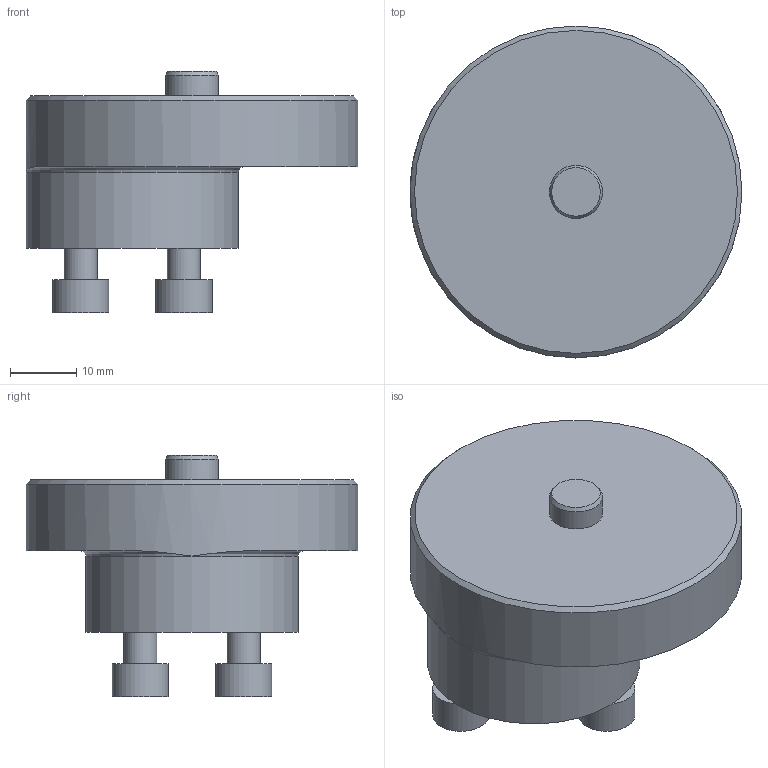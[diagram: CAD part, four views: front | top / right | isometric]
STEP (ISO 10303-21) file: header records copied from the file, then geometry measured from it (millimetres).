
FILE_DESCRIPTION(/* description */ (''),/* implementation_level */ '2;1');
FILE_NAME(/* name */ '1529305414690.stp',/* time_stamp */ '2018-06-18T09:03:41+02:00',/* author */ (''),/* organization */ ('SMS'),/* preprocessor_version */ 'ST-DEVELOPER v15',/* originating_system */ 'SIEMENS PLM Software NX 8.5',/* authorisation */ '');
FILE_SCHEMA (('AUTOMOTIVE_DESIGN { 1 0 10303 214 3 1 1 1 }'));
Length unit declared in the file: millimetre
Products named in the file (1): 570-50_23-32
Bounding box: 50 x 50 x 36.4 mm (x, y, z)
Volume: 32017.6 mm3; surface area: 7802.8 mm2
Topology: 1 solids, 1 shells, 43 faces, 94 edges, 66 vertices
Faces by surface type: plane 31, cylinder 9, cone 2, torus 1
Full cylindrical faces by diameter (mm): 5 x3, 8 x1, 8.5 x3, 32 x1, 50 x1
Entity records: 1155 total; most frequent: DIRECTION 194, CARTESIAN_POINT 192, ORIENTED_EDGE 154, EDGE_CURVE 77, AXIS2_PLACEMENT_3D 70, EDGE_LOOP 64, VERTEX_POINT 57, LINE 54
